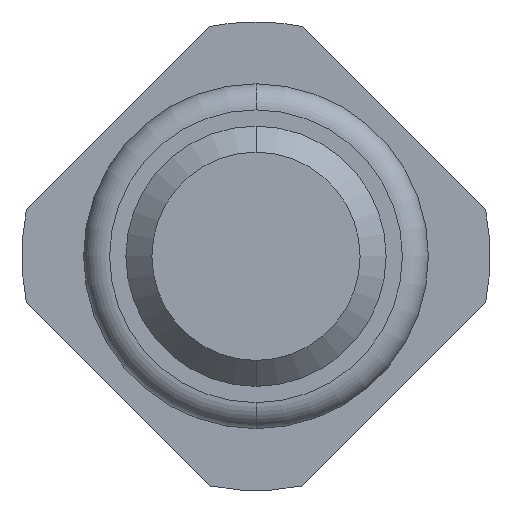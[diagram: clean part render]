
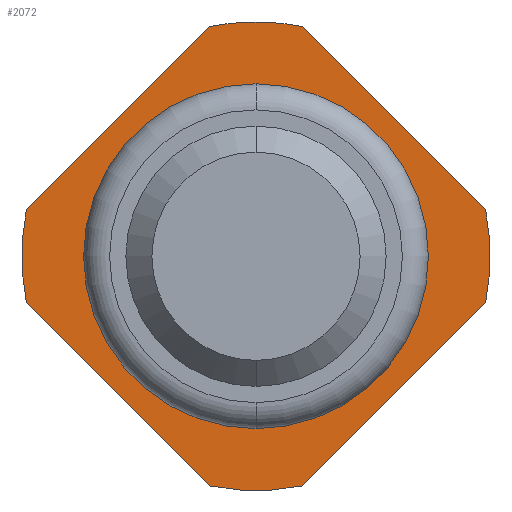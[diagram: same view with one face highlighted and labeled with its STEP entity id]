
A CAD part, front view. The second image highlights one B-rep face of the part: STEP entity #2072.
In plain terms, the highlighted planar face has unit normal (0, -1, 0).
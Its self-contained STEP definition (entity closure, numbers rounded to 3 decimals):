
#25 = VERTEX_POINT ( 'NONE', #3931 ) ;
#63 = EDGE_CURVE ( 'Defeature ausgef�hrt3_2+Defeature ausgef�hrt3_0+Defeature ausgef�hrt3_17+Defeature ausgef�hrt3_18', #4856, #852, #4027, .T. ) ;
#143 = DIRECTION ( 'NONE',  ( 0., 1., 0. ) ) ;
#181 = CARTESIAN_POINT ( 'NONE',  ( -1.764, -2., 0.357 ) ) ;
#259 = VECTOR ( 'NONE', #4792, 1000. ) ;
#285 = VERTEX_POINT ( 'NONE', #2153 ) ;
#332 = FACE_OUTER_BOUND ( 'NONE', #3561, .T. ) ;
#456 = ORIENTED_EDGE ( 'NONE', *, *, #2600, .T. ) ;
#582 = DIRECTION ( 'NONE',  ( 0., 0., 1. ) ) ;
#591 = DIRECTION ( 'NONE',  ( 0., 0., 1. ) ) ;
#629 = ORIENTED_EDGE ( 'NONE', *, *, #1822, .F. ) ;
#684 = VERTEX_POINT ( 'NONE', #3091 ) ;
#686 = CARTESIAN_POINT ( 'NONE',  ( 0., -2., -1.325 ) ) ;
#724 = EDGE_CURVE ( 'Defeature ausgef�hrt3_0+Defeature ausgef�hrt3_12+Defeature ausgef�hrt3_12+Defeature ausgef�hrt3_12', #1331, #3500, #3407, .T. ) ;
#743 = VECTOR ( 'NONE', #937, 1000. ) ;
#852 = VERTEX_POINT ( 'NONE', #3283 ) ;
#907 = VECTOR ( 'NONE', #3528, 1000. ) ;
#937 = DIRECTION ( 'NONE',  ( 0.707, 0., 0.707 ) ) ;
#1048 = CARTESIAN_POINT ( 'NONE',  ( 0., -2., 1.8 ) ) ;
#1267 = DIRECTION ( 'NONE',  ( 0., 0., 1. ) ) ;
#1311 = VERTEX_POINT ( 'NONE', #3217 ) ;
#1331 = VERTEX_POINT ( 'NONE', #2448 ) ;
#1370 = VERTEX_POINT ( 'NONE', #1746 ) ;
#1396 = DIRECTION ( 'NONE',  ( 0., 1., 0. ) ) ;
#1476 = AXIS2_PLACEMENT_3D ( 'NONE', #2865, #2114, #591 ) ;
#1494 = VECTOR ( 'NONE', #3707, 1000. ) ;
#1680 = EDGE_CURVE ( 'Defeature ausgef�hrt3_2+Defeature ausgef�hrt3_0+Defeature ausgef�hrt3_17+Defeature ausgef�hrt3_18', #1370, #4856, #2184, .T. ) ;
#1731 = CIRCLE ( 'NONE', #1802, 1.8 ) ;
#1736 = DIRECTION ( 'NONE',  ( 0., 0., 1. ) ) ;
#1746 = CARTESIAN_POINT ( 'NONE',  ( -0.357, -2., 1.764 ) ) ;
#1802 = AXIS2_PLACEMENT_3D ( 'NONE', #3243, #3640, #2134 ) ;
#1811 = CARTESIAN_POINT ( 'NONE',  ( 1.961, -2., 0.161 ) ) ;
#1822 = EDGE_CURVE ( 'Defeature ausgef�hrt3_16+Defeature ausgef�hrt3_0+Defeature ausgef�hrt3_4+Defeature ausgef�hrt3_3', #3514, #684, #4682, .T. ) ;
#1885 = ORIENTED_EDGE ( 'NONE', *, *, #3793, .F. ) ;
#2072 = ADVANCED_FACE ( 'Defeature ausgef�hrt3_0', ( #3263, #332 ), #3223, .F. ) ;
#2106 = EDGE_CURVE ( 'Defeature ausgef�hrt3_3+Defeature ausgef�hrt3_0+Defeature ausgef�hrt3_16+Defeature ausgef�hrt3_17', #684, #3320, #1731, .T. ) ;
#2114 = DIRECTION ( 'NONE',  ( 0., 1., 0. ) ) ;
#2133 = AXIS2_PLACEMENT_3D ( 'NONE', #4368, #1396, #4716 ) ;
#2134 = DIRECTION ( 'NONE',  ( 0., 0., 1. ) ) ;
#2153 = CARTESIAN_POINT ( 'NONE',  ( 1.764, -2., 0.357 ) ) ;
#2175 = EDGE_CURVE ( 'Defeature ausgef�hrt3_17+Defeature ausgef�hrt3_0+Defeature ausgef�hrt3_3+Defeature ausgef�hrt3_2', #3320, #1370, #3558, .T. ) ;
#2184 = CIRCLE ( 'NONE', #3491, 1.8 ) ;
#2201 = CARTESIAN_POINT ( 'NONE',  ( -0.357, -2., -1.764 ) ) ;
#2242 = CARTESIAN_POINT ( 'NONE',  ( 1.961, -2., -0.161 ) ) ;
#2248 = ORIENTED_EDGE ( 'NONE', *, *, #63, .F. ) ;
#2286 = AXIS2_PLACEMENT_3D ( 'NONE', #4244, #143, #1267 ) ;
#2381 = EDGE_CURVE ( 'Defeature ausgef�hrt3_4+Defeature ausgef�hrt3_0+Defeature ausgef�hrt3_15+Defeature ausgef�hrt3_16', #25, #3514, #4151, .T. ) ;
#2418 = DIRECTION ( 'NONE',  ( 0., 1., 0. ) ) ;
#2420 = CARTESIAN_POINT ( 'NONE',  ( -0.161, -2., 1.961 ) ) ;
#2426 = EDGE_CURVE ( 'Defeature ausgef�hrt3_15+Defeature ausgef�hrt3_0+Defeature ausgef�hrt3_1+Defeature ausgef�hrt3_4', #1311, #25, #2493, .T. ) ;
#2448 = CARTESIAN_POINT ( 'NONE',  ( 0., -2., 1.325 ) ) ;
#2493 = LINE ( 'NONE', #2242, #1494 ) ;
#2600 = EDGE_CURVE ( 'Defeature ausgef�hrt3_0+Defeature ausgef�hrt3_12+Defeature ausgef�hrt3_12+Defeature ausgef�hrt3_12', #3500, #1331, #3845, .T. ) ;
#2654 = ORIENTED_EDGE ( 'NONE', *, *, #724, .T. ) ;
#2776 = CARTESIAN_POINT ( 'NONE',  ( 1.8, -2., 0. ) ) ;
#2777 = CARTESIAN_POINT ( 'NONE',  ( 0., -2., 0. ) ) ;
#2782 = AXIS2_PLACEMENT_3D ( 'NONE', #2777, #4691, #582 ) ;
#2865 = CARTESIAN_POINT ( 'NONE',  ( 0., -2., 0. ) ) ;
#2950 = ORIENTED_EDGE ( 'NONE', *, *, #2381, .F. ) ;
#2953 = CIRCLE ( 'NONE', #1476, 1.8 ) ;
#3036 = AXIS2_PLACEMENT_3D ( 'NONE', #4373, #4858, #4086 ) ;
#3091 = CARTESIAN_POINT ( 'NONE',  ( -1.764, -2., -0.357 ) ) ;
#3217 = CARTESIAN_POINT ( 'NONE',  ( 1.764, -2., -0.357 ) ) ;
#3223 = PLANE ( 'NONE',  #4773 ) ;
#3243 = CARTESIAN_POINT ( 'NONE',  ( 0., -2., 0. ) ) ;
#3263 = FACE_BOUND ( 'NONE', #3786, .T. ) ;
#3283 = CARTESIAN_POINT ( 'NONE',  ( 0.357, -2., 1.764 ) ) ;
#3320 = VERTEX_POINT ( 'NONE', #181 ) ;
#3380 = EDGE_CURVE ( 'Defeature ausgef�hrt3_18+Defeature ausgef�hrt3_0+Defeature ausgef�hrt3_2+Defeature ausgef�hrt3_1', #852, #285, #3550, .T. ) ;
#3407 = CIRCLE ( 'NONE', #2133, 1.325 ) ;
#3456 = CARTESIAN_POINT ( 'NONE',  ( -0.161, -2., -1.961 ) ) ;
#3491 = AXIS2_PLACEMENT_3D ( 'NONE', #4875, #3723, #4832 ) ;
#3500 = VERTEX_POINT ( 'NONE', #686 ) ;
#3514 = VERTEX_POINT ( 'NONE', #2201 ) ;
#3528 = DIRECTION ( 'NONE',  ( -0.707, 0., 0.707 ) ) ;
#3550 = LINE ( 'NONE', #1811, #259 ) ;
#3558 = LINE ( 'NONE', #2420, #743 ) ;
#3561 = EDGE_LOOP ( 'NONE', ( #4727, #2248, #4033, #3844, #4694, #629, #2950, #4054, #1885 ) ) ;
#3640 = DIRECTION ( 'NONE',  ( 0., 1., 0. ) ) ;
#3707 = DIRECTION ( 'NONE',  ( -0.707, 0., -0.707 ) ) ;
#3723 = DIRECTION ( 'NONE',  ( 0., 1., 0. ) ) ;
#3786 = EDGE_LOOP ( 'NONE', ( #2654, #456 ) ) ;
#3793 = EDGE_CURVE ( 'Defeature ausgef�hrt3_1+Defeature ausgef�hrt3_0+Defeature ausgef�hrt3_18+Defeature ausgef�hrt3_15', #285, #1311, #2953, .T. ) ;
#3844 = ORIENTED_EDGE ( 'NONE', *, *, #2175, .F. ) ;
#3845 = CIRCLE ( 'NONE', #2286, 1.325 ) ;
#3931 = CARTESIAN_POINT ( 'NONE',  ( 0.357, -2., -1.764 ) ) ;
#4027 = CIRCLE ( 'NONE', #2782, 1.8 ) ;
#4033 = ORIENTED_EDGE ( 'NONE', *, *, #1680, .F. ) ;
#4054 = ORIENTED_EDGE ( 'NONE', *, *, #2426, .F. ) ;
#4086 = DIRECTION ( 'NONE',  ( 0., 0., 1. ) ) ;
#4151 = CIRCLE ( 'NONE', #3036, 1.8 ) ;
#4244 = CARTESIAN_POINT ( 'NONE',  ( 0., -2., 0. ) ) ;
#4368 = CARTESIAN_POINT ( 'NONE',  ( 0., -2., 0. ) ) ;
#4373 = CARTESIAN_POINT ( 'NONE',  ( 0., -2., 0. ) ) ;
#4682 = LINE ( 'NONE', #3456, #907 ) ;
#4691 = DIRECTION ( 'NONE',  ( 0., 1., 0. ) ) ;
#4694 = ORIENTED_EDGE ( 'NONE', *, *, #2106, .F. ) ;
#4716 = DIRECTION ( 'NONE',  ( 0., 0., 1. ) ) ;
#4727 = ORIENTED_EDGE ( 'NONE', *, *, #3380, .F. ) ;
#4773 = AXIS2_PLACEMENT_3D ( 'NONE', #2776, #2418, #1736 ) ;
#4792 = DIRECTION ( 'NONE',  ( 0.707, 0., -0.707 ) ) ;
#4832 = DIRECTION ( 'NONE',  ( 0., 0., 1. ) ) ;
#4856 = VERTEX_POINT ( 'NONE', #1048 ) ;
#4858 = DIRECTION ( 'NONE',  ( 0., 1., 0. ) ) ;
#4875 = CARTESIAN_POINT ( 'NONE',  ( 0., -2., 0. ) ) ;
